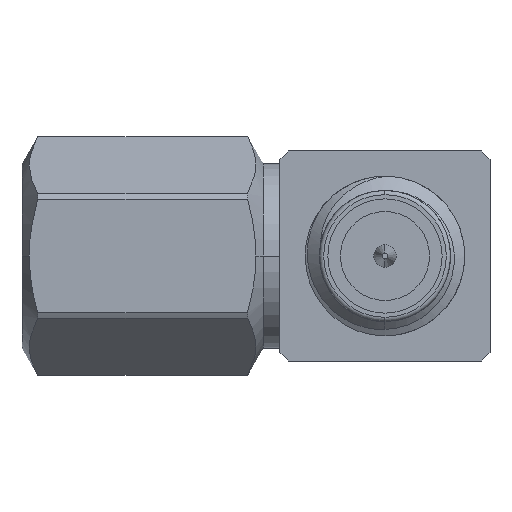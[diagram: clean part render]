
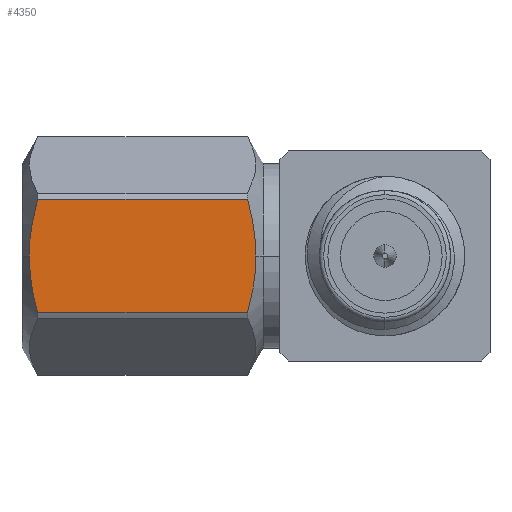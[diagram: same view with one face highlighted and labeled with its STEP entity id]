
A CAD part, left-side view. The second image highlights one B-rep face of the part: STEP entity #4350.
In plain terms, the highlighted planar face has unit normal (-1, 0, 0).
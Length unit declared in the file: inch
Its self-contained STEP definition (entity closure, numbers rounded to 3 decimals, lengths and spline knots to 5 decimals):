
#73 = ORIENTED_EDGE ( 'NONE', *, *, #5932, .T. ) ;
#99 = DIRECTION ( 'NONE',  ( 0., 1., 0. ) ) ;
#114 = PLANE ( 'NONE',  #2593 ) ;
#508 = CARTESIAN_POINT ( 'NONE',  ( -0.125, 0.15461, -0.02306 ) ) ;
#639 = ORIENTED_EDGE ( 'NONE', *, *, #4203, .T. ) ;
#691 = ORIENTED_EDGE ( 'NONE', *, *, #8304, .T. ) ;
#771 = CARTESIAN_POINT ( 'NONE',  ( -0.125, 0.125, -0.07217 ) ) ;
#798 = CARTESIAN_POINT ( 'NONE',  ( -0.125, 0.42334, 0. ) ) ;
#919 = CARTESIAN_POINT ( 'NONE',  ( -0.125, 0.15802, 0.04544 ) ) ;
#1140 = DIRECTION ( 'NONE',  ( 0., -1., 0. ) ) ;
#1178 = CARTESIAN_POINT ( 'NONE',  ( -0.125, 0.15366, 0. ) ) ;
#1232 = VERTEX_POINT ( 'NONE', #4967 ) ;
#1315 = LINE ( 'NONE', #4709, #3738 ) ;
#1362 = B_SPLINE_CURVE_WITH_KNOTS ( 'NONE', 3,
 ( #2563, #7612, #3755, #508, #5063, #1178 ),
 .UNSPECIFIED., .F., .F.,
 ( 4, 2, 4 ),
 ( 0.01013, 0.011, 0.01187 ),
 .UNSPECIFIED. ) ;
#1421 = B_SPLINE_CURVE_WITH_KNOTS ( 'NONE', 3,
 ( #5361, #6687, #7310, #919, #6733, #4783 ),
 .UNSPECIFIED., .F., .F.,
 ( 4, 2, 4 ),
 ( 0.01187, 0.01274, 0.01361 ),
 .UNSPECIFIED. ) ;
#2194 = VERTEX_POINT ( 'NONE', #8296 ) ;
#2282 = CARTESIAN_POINT ( 'NONE',  ( -0.125, 0.42334, 0. ) ) ;
#2404 = ORIENTED_EDGE ( 'NONE', *, *, #6526, .T. ) ;
#2515 = VERTEX_POINT ( 'NONE', #7998 ) ;
#2563 = CARTESIAN_POINT ( 'NONE',  ( -0.125, 0.16359, -0.06781 ) ) ;
#2593 = AXIS2_PLACEMENT_3D ( 'NONE', #771, #5243, #5996 ) ;
#2931 = CARTESIAN_POINT ( 'NONE',  ( -0.125, 0.42334, -0.01145 ) ) ;
#3084 = CARTESIAN_POINT ( 'NONE',  ( -0.125, 0.42334, 0. ) ) ;
#3358 = CARTESIAN_POINT ( 'NONE',  ( -0.125, 0.41341, -0.06781 ) ) ;
#3486 = VERTEX_POINT ( 'NONE', #6436 ) ;
#3489 = B_SPLINE_CURVE_WITH_KNOTS ( 'NONE', 3,
 ( #5655, #7619, #6383, #6989, #7675, #3084 ),
 .UNSPECIFIED., .F., .F.,
 ( 4, 2, 4 ),
 ( 0.00343, 0.0043, 0.00517 ),
 .UNSPECIFIED. ) ;
#3581 = CARTESIAN_POINT ( 'NONE',  ( -0.125, 0.41643, -0.05683 ) ) ;
#3738 = VECTOR ( 'NONE', #99, 39.37008 ) ;
#3755 = CARTESIAN_POINT ( 'NONE',  ( -0.125, 0.15807, -0.0457 ) ) ;
#4203 = EDGE_CURVE ( 'NONE', #2194, #5524, #7596, .T. ) ;
#4350 = ADVANCED_FACE ( 'NONE', ( #4591 ), #114, .T. ) ;
#4591 = FACE_OUTER_BOUND ( 'NONE', #7974, .T. ) ;
#4709 = CARTESIAN_POINT ( 'NONE',  ( -0.125, 0.072, 0.06781 ) ) ;
#4783 = CARTESIAN_POINT ( 'NONE',  ( -0.125, 0.16359, 0.06781 ) ) ;
#4967 = CARTESIAN_POINT ( 'NONE',  ( -0.125, 0.15366, 0. ) ) ;
#5063 = CARTESIAN_POINT ( 'NONE',  ( -0.125, 0.15366, -0.01146 ) ) ;
#5243 = DIRECTION ( 'NONE',  ( -1., 0., 0. ) ) ;
#5361 = CARTESIAN_POINT ( 'NONE',  ( -0.125, 0.15366, 0. ) ) ;
#5524 = VERTEX_POINT ( 'NONE', #5928 ) ;
#5655 = CARTESIAN_POINT ( 'NONE',  ( -0.125, 0.41341, 0.06781 ) ) ;
#5660 = VERTEX_POINT ( 'NONE', #798 ) ;
#5815 = ORIENTED_EDGE ( 'NONE', *, *, #7635, .T. ) ;
#5928 = CARTESIAN_POINT ( 'NONE',  ( -0.125, 0.16359, -0.06781 ) ) ;
#5932 = EDGE_CURVE ( 'NONE', #3486, #5660, #3489, .T. ) ;
#5996 = DIRECTION ( 'NONE',  ( 0., 0., 1. ) ) ;
#6348 = EDGE_CURVE ( 'NONE', #5660, #2194, #7843, .T. ) ;
#6383 = CARTESIAN_POINT ( 'NONE',  ( -0.125, 0.41898, 0.04544 ) ) ;
#6436 = CARTESIAN_POINT ( 'NONE',  ( -0.125, 0.41341, 0.06781 ) ) ;
#6526 = EDGE_CURVE ( 'NONE', #1232, #2515, #1421, .T. ) ;
#6635 = CARTESIAN_POINT ( 'NONE',  ( -0.125, 0.42239, -0.02305 ) ) ;
#6687 = CARTESIAN_POINT ( 'NONE',  ( -0.125, 0.15366, 0.01145 ) ) ;
#6733 = CARTESIAN_POINT ( 'NONE',  ( -0.125, 0.16055, 0.05673 ) ) ;
#6891 = VECTOR ( 'NONE', #1140, 39.37008 ) ;
#6989 = CARTESIAN_POINT ( 'NONE',  ( -0.125, 0.42242, 0.02282 ) ) ;
#7260 = CARTESIAN_POINT ( 'NONE',  ( -0.125, 0.41893, -0.0457 ) ) ;
#7310 = CARTESIAN_POINT ( 'NONE',  ( -0.125, 0.15458, 0.02283 ) ) ;
#7583 = ORIENTED_EDGE ( 'NONE', *, *, #6348, .T. ) ;
#7596 = LINE ( 'NONE', #7633, #6891 ) ;
#7612 = CARTESIAN_POINT ( 'NONE',  ( -0.125, 0.16057, -0.05682 ) ) ;
#7619 = CARTESIAN_POINT ( 'NONE',  ( -0.125, 0.41645, 0.05674 ) ) ;
#7633 = CARTESIAN_POINT ( 'NONE',  ( -0.125, 0.072, -0.06781 ) ) ;
#7635 = EDGE_CURVE ( 'NONE', #2515, #3486, #1315, .T. ) ;
#7675 = CARTESIAN_POINT ( 'NONE',  ( -0.125, 0.42334, 0.01145 ) ) ;
#7843 = B_SPLINE_CURVE_WITH_KNOTS ( 'NONE', 3,
 ( #2282, #2931, #6635, #7260, #3581, #3358 ),
 .UNSPECIFIED., .F., .F.,
 ( 4, 2, 4 ),
 ( 0.00517, 0.00604, 0.00691 ),
 .UNSPECIFIED. ) ;
#7974 = EDGE_LOOP ( 'NONE', ( #691, #2404, #5815, #73, #7583, #639 ) ) ;
#7998 = CARTESIAN_POINT ( 'NONE',  ( -0.125, 0.16359, 0.06781 ) ) ;
#8296 = CARTESIAN_POINT ( 'NONE',  ( -0.125, 0.41341, -0.06781 ) ) ;
#8304 = EDGE_CURVE ( 'NONE', #5524, #1232, #1362, .T. ) ;
